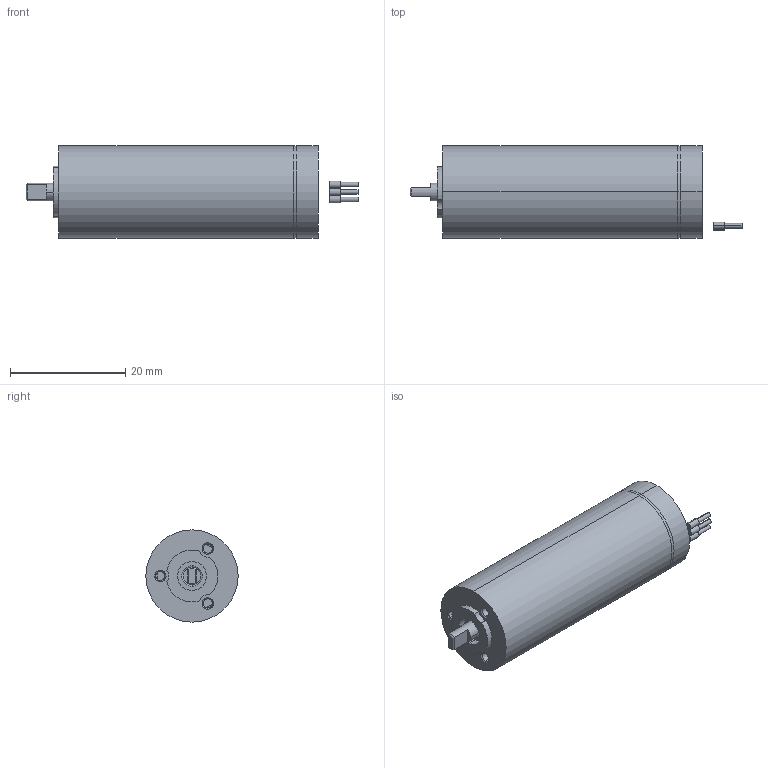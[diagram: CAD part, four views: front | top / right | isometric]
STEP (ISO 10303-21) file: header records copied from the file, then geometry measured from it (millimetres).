
FILE_DESCRIPTION (( 'STEP AP203' ), '1' );
FILE_NAME ('approval 103504501.STEP', '2025-07-22T05:28:06', ( 'China' ), ( 'Microsoft' ), 'SwSTEP 2.0', 'SolidWorks 2018', '' );
FILE_SCHEMA (( 'CONFIG_CONTROL_DESIGN' ));
Length unit declared in the file: millimetre
Products named in the file (1): approval 103504501
Bounding box: 57.6 x 16 x 16 mm (x, y, z)
Volume: 7875.2 mm3; surface area: 36250 mm2
Topology: 169 solids, 169 shells, 1197 faces, 2456 edges, 1618 vertices
Faces by surface type: cylinder 767, plane 370, torus 44, cone 14, bspline 2
Entity records: 33999 total; most frequent: CARTESIAN_POINT 6560, DIRECTION 6494, ORIENTED_EDGE 4912, AXIS2_PLACEMENT_3D 2850, EDGE_CURVE 2456, CIRCLE 1654, VERTEX_POINT 1618, EDGE_LOOP 1526
